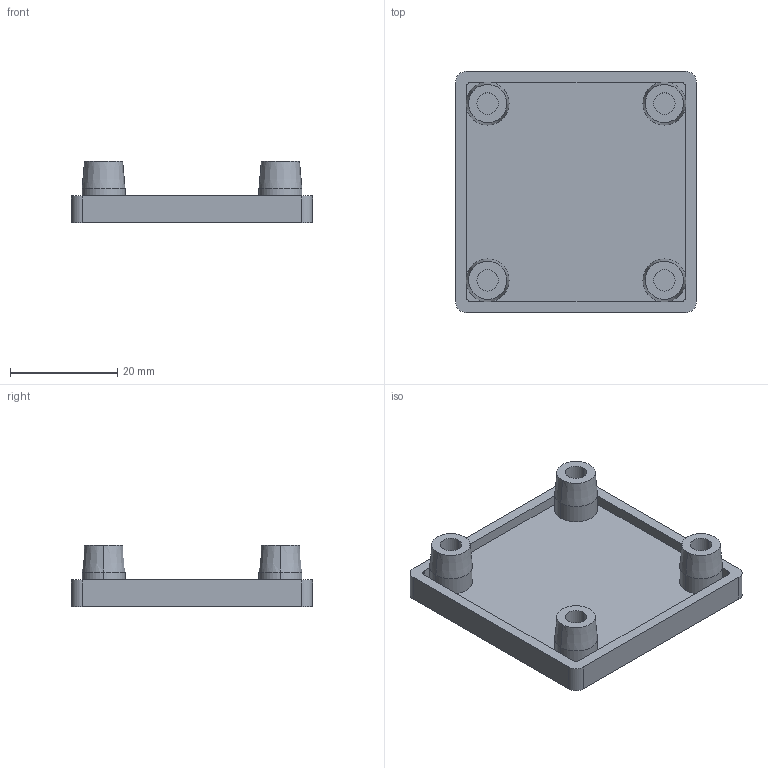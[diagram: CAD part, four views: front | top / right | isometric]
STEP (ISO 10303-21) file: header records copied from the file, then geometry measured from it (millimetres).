
FILE_DESCRIPTION (( 'STEP AP203' ), '1' );
FILE_NAME ('4.11.45.4545.STEP', '2014-06-25T03:09:53', ( 'USER' ), ( 'Microsoft' ), 'SwSTEP 2.0', 'SolidWorks 2012', '' );
FILE_SCHEMA (( 'CONFIG_CONTROL_DESIGN' ));
Length unit declared in the file: millimetre
Products named in the file (1): 4.11.45.4545
Bounding box: 45 x 45 x 11.47 mm (x, y, z)
Volume: 7918.8 mm3; surface area: 6762.1 mm2
Topology: 5 solids, 5 shells, 51 faces, 112 edges, 72 vertices
Faces by surface type: cylinder 24, plane 19, cone 8
Entity records: 1503 total; most frequent: DIRECTION 272, CARTESIAN_POINT 236, ORIENTED_EDGE 224, EDGE_CURVE 112, AXIS2_PLACEMENT_3D 108, VERTEX_POINT 72, EDGE_LOOP 60, CIRCLE 56
